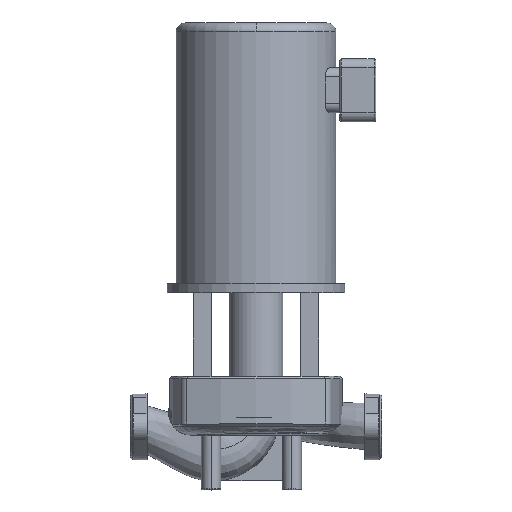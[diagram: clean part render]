
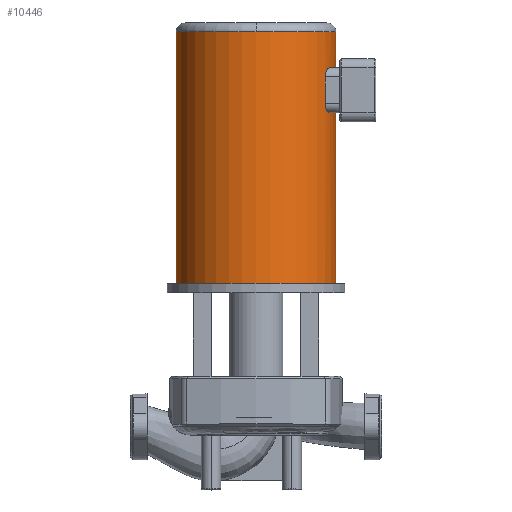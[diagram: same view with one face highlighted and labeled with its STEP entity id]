
A CAD part, top view. The second image highlights one B-rep face of the part: STEP entity #10446.
In plain terms, the highlighted cylindrical face has radius 88.9 mm (diameter 177.8 mm), a partial arc.
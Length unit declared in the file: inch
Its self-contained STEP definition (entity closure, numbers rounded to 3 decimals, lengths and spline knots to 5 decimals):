
#9298=CARTESIAN_POINT('',(9.,6.27018,0.0));
#9299=VERTEX_POINT('',#9298);
#9300=CARTESIAN_POINT('',(9.,13.75049,0.0));
#9301=VERTEX_POINT('',#9300);
#9302=CARTESIAN_POINT('',(9.,6.27018,0.0));
#9303=DIRECTION('',(0.0,1.0,0.0));
#9304=VECTOR('',#9303,7.48031);
#9305=LINE('',#9302,#9304);
#9306=EDGE_CURVE('',#9299,#9301,#9305,.T.);
#9308=CARTESIAN_POINT('',(2.,6.27018,0.));
#9309=VERTEX_POINT('',#9308);
#9317=CARTESIAN_POINT('',(2.,17.2938,0.));
#9318=VERTEX_POINT('',#9317);
#9319=CARTESIAN_POINT('',(2.,6.27018,0.));
#9320=DIRECTION('',(0.0,1.0,0.0));
#9321=VECTOR('',#9320,11.02362);
#9322=LINE('',#9319,#9321);
#9323=EDGE_CURVE('',#9309,#9318,#9322,.T.);
#9334=CARTESIAN_POINT('',(9.,17.2938,0.));
#9335=VERTEX_POINT('',#9334);
#9343=CARTESIAN_POINT('',(9.,15.719,0.0));
#9344=VERTEX_POINT('',#9343);
#9345=CARTESIAN_POINT('',(9.,15.719,0.0));
#9346=DIRECTION('',(0.0,1.0,0.0));
#9347=VECTOR('',#9346,1.5748);
#9348=LINE('',#9345,#9347);
#9349=EDGE_CURVE('',#9344,#9335,#9348,.T.);
#9412=CARTESIAN_POINT('',(5.5,17.2938,3.5));
#9413=VERTEX_POINT('',#9412);
#9414=CARTESIAN_POINT('',(5.5,17.2938,0.0));
#9415=DIRECTION('',(0.0,1.0,0.0));
#9416=DIRECTION('',(-1.0,0.0,0.0));
#9417=AXIS2_PLACEMENT_3D('',#9414,#9415,#9416);
#9418=CIRCLE('',#9417,3.5);
#9419=EDGE_CURVE('',#9318,#9413,#9418,.T.);
#10139=CARTESIAN_POINT('',(8.72652,15.719,1.3563));
#10140=VERTEX_POINT('',#10139);
#10141=CARTESIAN_POINT('',(8.53109,15.3253,1.75));
#10142=VERTEX_POINT('',#10141);
#10143=CARTESIAN_POINT('',(8.54779,15.17637,1.72075));
#10144=CARTESIAN_POINT('',(8.53687,15.22372,1.7401));
#10145=CARTESIAN_POINT('',(8.53109,15.27584,1.75));
#10146=CARTESIAN_POINT('',(8.53109,15.3253,1.75));
#10147=CARTESIAN_POINT('',(8.53109,15.37475,1.75));
#10148=CARTESIAN_POINT('',(8.53687,15.42687,1.7401));
#10149=CARTESIAN_POINT('',(8.55872,15.52157,1.7014));
#10150=CARTESIAN_POINT('',(8.57467,15.56421,1.67265));
#10151=CARTESIAN_POINT('',(8.61069,15.63504,1.60476));
#10152=CARTESIAN_POINT('',(8.63376,15.66666,1.55965));
#10153=CARTESIAN_POINT('',(8.68104,15.70865,1.46082));
#10154=CARTESIAN_POINT('',(8.70518,15.719,1.40706));
#10155=CARTESIAN_POINT('',(8.74702,15.719,1.30755));
#10156=CARTESIAN_POINT('',(8.76777,15.70938,1.25476));
#10157=CARTESIAN_POINT('',(8.78581,15.68901,1.20559));
#10158=B_SPLINE_CURVE_WITH_KNOTS('',3,(#10143,#10144,#10145,#10146,#10147,#10148,#10149,#10150,#10151,#10152,#10153,#10154,#10155,#10156,#10157),.UNSPECIFIED.,.F.,.U.,(4,3,2,2,2,2,4),(-0.37685,0.0,0.37685,0.7537,1.17331,1.59292,1.99587),.UNSPECIFIED.);
#10159=EDGE_CURVE('',#10140,#10142,#10158,.F.);
#10183=CARTESIAN_POINT('',(8.53109,14.14419,1.75));
#10184=VERTEX_POINT('',#10183);
#10185=CARTESIAN_POINT('',(8.53109,14.14419,1.75));
#10186=DIRECTION('',(0.0,1.0,0.0));
#10187=VECTOR('',#10186,1.1811);
#10188=LINE('',#10185,#10187);
#10189=EDGE_CURVE('',#10184,#10142,#10188,.T.);
#10245=CARTESIAN_POINT('',(8.72652,13.75049,1.3563));
#10246=VERTEX_POINT('',#10245);
#10247=CARTESIAN_POINT('',(8.78581,13.78048,1.20559));
#10248=CARTESIAN_POINT('',(8.76777,13.76011,1.25476));
#10249=CARTESIAN_POINT('',(8.74702,13.75049,1.30755));
#10250=CARTESIAN_POINT('',(8.70518,13.75049,1.40706));
#10251=CARTESIAN_POINT('',(8.68104,13.76084,1.46082));
#10252=CARTESIAN_POINT('',(8.63376,13.80283,1.55965));
#10253=CARTESIAN_POINT('',(8.61069,13.83445,1.60476));
#10254=CARTESIAN_POINT('',(8.57467,13.90528,1.67265));
#10255=CARTESIAN_POINT('',(8.55872,13.94792,1.7014));
#10256=CARTESIAN_POINT('',(8.53687,14.04262,1.7401));
#10257=CARTESIAN_POINT('',(8.53109,14.09474,1.75));
#10258=CARTESIAN_POINT('',(8.53109,14.14419,1.75));
#10259=CARTESIAN_POINT('',(8.53109,14.19365,1.75));
#10260=CARTESIAN_POINT('',(8.53687,14.24577,1.7401));
#10261=CARTESIAN_POINT('',(8.54779,14.29312,1.72075));
#10262=B_SPLINE_CURVE_WITH_KNOTS('',3,(#10247,#10248,#10249,#10250,#10251,#10252,#10253,#10254,#10255,#10256,#10257,#10258,#10259,#10260,#10261),.UNSPECIFIED.,.F.,.U.,(4,2,2,2,2,3,4),(-1.99587,-1.59292,-1.17331,-0.7537,-0.37685,0.0,0.37685),.UNSPECIFIED.);
#10263=EDGE_CURVE('',#10184,#10246,#10262,.F.);
#10284=CARTESIAN_POINT('',(5.5,13.75049,0.0));
#10285=DIRECTION('',(0.0,-1.0,0.0));
#10286=DIRECTION('',(1.0,0.0,0.0));
#10287=AXIS2_PLACEMENT_3D('',#10284,#10285,#10286);
#10288=CIRCLE('',#10287,3.5);
#10289=EDGE_CURVE('',#9301,#10246,#10288,.T.);
#10367=CARTESIAN_POINT('',(5.5,15.719,0.0));
#10368=DIRECTION('',(0.0,1.0,0.0));
#10369=DIRECTION('',(1.0,0.0,0.0));
#10370=AXIS2_PLACEMENT_3D('',#10367,#10368,#10369);
#10371=CIRCLE('',#10370,3.5);
#10372=EDGE_CURVE('',#10140,#9344,#10371,.T.);
#10400=CARTESIAN_POINT('',(5.5,17.2938,0.0));
#10401=DIRECTION('',(0.0,1.0,0.0));
#10402=DIRECTION('',(-1.0,0.0,0.0));
#10403=AXIS2_PLACEMENT_3D('',#10400,#10401,#10402);
#10404=CIRCLE('',#10403,3.5);
#10405=EDGE_CURVE('',#9413,#9335,#10404,.T.);
#10422=CARTESIAN_POINT('',(5.5,11.97884,0.0));
#10423=DIRECTION('',(0.,-1.0,0.0));
#10424=DIRECTION('',(1.0,0.0,0.0));
#10425=AXIS2_PLACEMENT_3D('',#10422,#10423,#10424);
#10426=CYLINDRICAL_SURFACE('',#10425,3.5);
#10427=ORIENTED_EDGE('',*,*,#9306,.T.);
#10428=ORIENTED_EDGE('',*,*,#10289,.T.);
#10429=ORIENTED_EDGE('',*,*,#10263,.F.);
#10430=ORIENTED_EDGE('',*,*,#10189,.T.);
#10431=ORIENTED_EDGE('',*,*,#10159,.F.);
#10432=ORIENTED_EDGE('',*,*,#10372,.T.);
#10433=ORIENTED_EDGE('',*,*,#9349,.T.);
#10434=ORIENTED_EDGE('',*,*,#10405,.F.);
#10435=ORIENTED_EDGE('',*,*,#9419,.F.);
#10436=ORIENTED_EDGE('',*,*,#9323,.F.);
#10437=CARTESIAN_POINT('',(5.5,6.27018,0.0));
#10438=DIRECTION('',(0.0,-1.0,0.0));
#10439=DIRECTION('',(1.0,0.0,0.0));
#10440=AXIS2_PLACEMENT_3D('',#10437,#10438,#10439);
#10441=CIRCLE('',#10440,3.5);
#10442=EDGE_CURVE('',#9299,#9309,#10441,.T.);
#10443=ORIENTED_EDGE('',*,*,#10442,.F.);
#10444=EDGE_LOOP('',(#10427,#10428,#10429,#10430,#10431,#10432,#10433,#10434,#10435,#10436,#10443));
#10445=FACE_OUTER_BOUND('',#10444,.T.);
#10446=ADVANCED_FACE('',(#10445),#10426,.T.);
